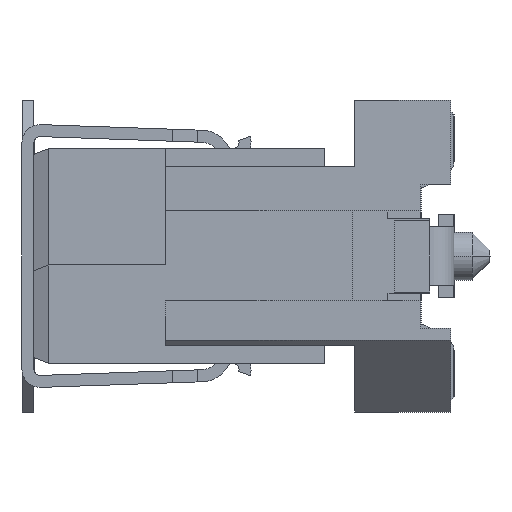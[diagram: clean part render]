
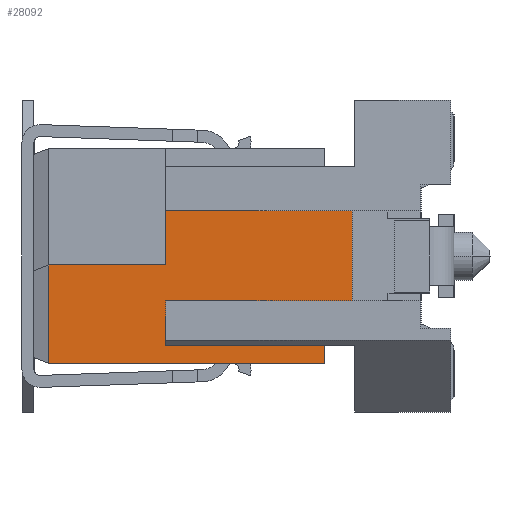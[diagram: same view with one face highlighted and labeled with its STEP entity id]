
A CAD part, left-side view. The second image highlights one B-rep face of the part: STEP entity #28092.
In plain terms, the highlighted planar face has unit normal (-1, 0, 0).
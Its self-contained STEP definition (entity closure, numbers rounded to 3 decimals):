
#4091=DIRECTION('',(0.,-1.,0.));
#4092=VECTOR('',#4091,4.6);
#4093=CARTESIAN_POINT('',(-8.235,3.225,-1.79));
#4094=LINE('',#4093,#4092);
#5711=DIRECTION('',(0.,0.,1.));
#5712=VECTOR('',#5711,0.3);
#5713=CARTESIAN_POINT('',(-8.235,-1.375,-1.79));
#5714=LINE('',#5713,#5712);
#5771=DIRECTION('',(0.,0.,-1.));
#5772=VECTOR('',#5771,1.64);
#5773=CARTESIAN_POINT('',(-8.235,3.225,-0.15));
#5774=LINE('',#5773,#5772);
#5775=DIRECTION('',(0.,-1.,0.));
#5776=VECTOR('',#5775,1.95);
#5777=CARTESIAN_POINT('',(-8.235,3.225,-0.15));
#5778=LINE('',#5777,#5776);
#5779=DIRECTION('',(0.,0.,1.));
#5780=VECTOR('',#5779,1.15);
#5781=CARTESIAN_POINT('',(-8.235,1.275,-0.15));
#5782=LINE('',#5781,#5780);
#5783=DIRECTION('',(0.,-1.,0.));
#5784=VECTOR('',#5783,3.1);
#5785=CARTESIAN_POINT('',(-8.235,1.275,1.));
#5786=LINE('',#5785,#5784);
#5787=DIRECTION('',(0.,0.,1.));
#5788=VECTOR('',#5787,2.);
#5789=CARTESIAN_POINT('',(-8.235,-1.825,-1.));
#5790=LINE('',#5789,#5788);
#5791=DIRECTION('',(0.,0.,-1.));
#5792=VECTOR('',#5791,0.49);
#5793=CARTESIAN_POINT('',(-8.235,1.275,-1.));
#5794=LINE('',#5793,#5792);
#5827=DIRECTION('',(0.,-1.,0.));
#5828=VECTOR('',#5827,3.1);
#5829=CARTESIAN_POINT('',(-8.235,1.275,-1.));
#5830=LINE('',#5829,#5828);
#6697=DIRECTION('',(0.,1.,0.));
#6698=VECTOR('',#6697,2.65);
#6699=CARTESIAN_POINT('',(-8.235,-1.375,-1.49));
#6700=LINE('',#6699,#6698);
#16091=CARTESIAN_POINT('',(-8.235,-1.375,-1.79));
#16092=CARTESIAN_POINT('',(-8.235,-1.375,-1.49));
#16093=VERTEX_POINT('',#16091);
#16094=VERTEX_POINT('',#16092);
#16146=CARTESIAN_POINT('',(-8.235,1.275,-1.49));
#16148=VERTEX_POINT('',#16146);
#16359=CARTESIAN_POINT('',(-8.235,1.275,-1.));
#16361=VERTEX_POINT('',#16359);
#16367=CARTESIAN_POINT('',(-8.235,1.275,1.));
#16368=VERTEX_POINT('',#16367);
#16375=CARTESIAN_POINT('',(-8.235,1.275,-0.15));
#16376=VERTEX_POINT('',#16375);
#16381=CARTESIAN_POINT('',(-8.235,-1.825,-1.));
#16382=CARTESIAN_POINT('',(-8.235,-1.825,1.));
#16383=VERTEX_POINT('',#16381);
#16384=VERTEX_POINT('',#16382);
#16861=CARTESIAN_POINT('',(-8.235,3.225,-1.79));
#16862=VERTEX_POINT('',#16861);
#16867=CARTESIAN_POINT('',(-8.235,3.225,-0.15));
#16868=VERTEX_POINT('',#16867);
#28067=CARTESIAN_POINT('',(-8.235,-1.375,1.79));
#28068=DIRECTION('',(1.,0.,0.));
#28069=DIRECTION('',(0.,1.,0.));
#28070=AXIS2_PLACEMENT_3D('',#28067,#28068,#28069);
#28071=PLANE('',#28070);
#28073=ORIENTED_EDGE('',*,*,#28072,.F.);
#28075=ORIENTED_EDGE('',*,*,#28074,.T.);
#28077=ORIENTED_EDGE('',*,*,#28076,.T.);
#28079=ORIENTED_EDGE('',*,*,#28078,.T.);
#28081=ORIENTED_EDGE('',*,*,#28080,.F.);
#28083=ORIENTED_EDGE('',*,*,#28082,.F.);
#28085=ORIENTED_EDGE('',*,*,#28084,.T.);
#28087=ORIENTED_EDGE('',*,*,#28086,.F.);
#28088=ORIENTED_EDGE('',*,*,#28004,.F.);
#28089=ORIENTED_EDGE('',*,*,#24316,.F.);
#28090=EDGE_LOOP('',(#28073,#28075,#28077,#28079,#28081,#28083,#28085,#28087,
#28088,#28089));
#28091=FACE_OUTER_BOUND('',#28090,.F.);
#28092=ADVANCED_FACE('',(#28091),#28071,.F.);
#24316=EDGE_CURVE('',#16862,#16093,#4094,.T.);
#28004=EDGE_CURVE('',#16093,#16094,#5714,.T.);
#28072=EDGE_CURVE('',#16868,#16862,#5774,.T.);
#28074=EDGE_CURVE('',#16868,#16376,#5778,.T.);
#28076=EDGE_CURVE('',#16376,#16368,#5782,.T.);
#28078=EDGE_CURVE('',#16368,#16384,#5786,.T.);
#28080=EDGE_CURVE('',#16383,#16384,#5790,.T.);
#28082=EDGE_CURVE('',#16361,#16383,#5830,.T.);
#28084=EDGE_CURVE('',#16361,#16148,#5794,.T.);
#28086=EDGE_CURVE('',#16094,#16148,#6700,.T.);
